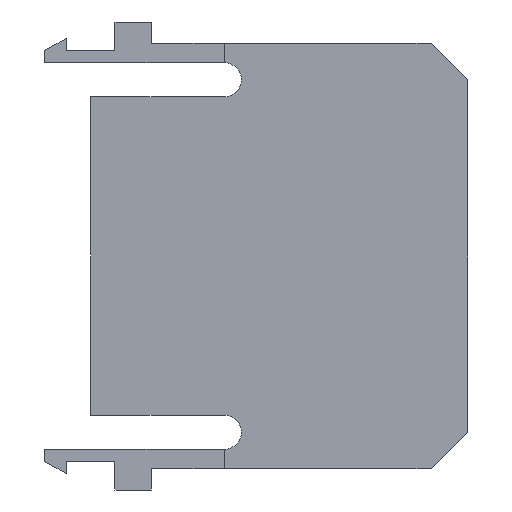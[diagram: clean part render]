
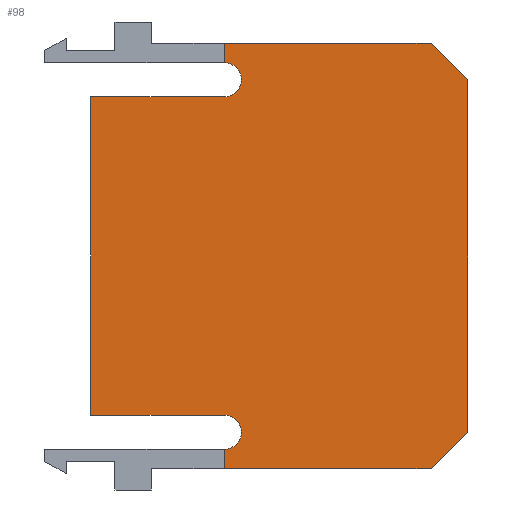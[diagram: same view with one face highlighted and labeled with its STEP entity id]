
A CAD part, left-side view. The second image highlights one B-rep face of the part: STEP entity #98.
In plain terms, the highlighted planar face has unit normal (-1, 0, 0).
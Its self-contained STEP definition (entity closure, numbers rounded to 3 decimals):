
#4 = CARTESIAN_POINT ( 'NONE',  ( -15., -23.7, -14.5 ) ) ;
#14 = DIRECTION ( 'NONE',  ( -1., 0., 0. ) ) ;
#44 = VERTEX_POINT ( 'NONE', #310 ) ;
#50 = DIRECTION ( 'NONE',  ( 0., -1., 0. ) ) ;
#81 = ORIENTED_EDGE ( 'NONE', *, *, #464, .T. ) ;
#95 = LINE ( 'NONE', #1206, #156 ) ;
#98 = ADVANCED_FACE ( 'NONE', ( #778 ), #331, .T. ) ;
#103 = DIRECTION ( 'NONE',  ( 0., -1., 0. ) ) ;
#107 = ORIENTED_EDGE ( 'NONE', *, *, #889, .T. ) ;
#119 = DIRECTION ( 'NONE',  ( 0., -1., 0. ) ) ;
#128 = LINE ( 'NONE', #1310, #723 ) ;
#136 = ORIENTED_EDGE ( 'NONE', *, *, #237, .T. ) ;
#140 = DIRECTION ( 'NONE',  ( 0., 0., -1. ) ) ;
#153 = VECTOR ( 'NONE', #379, 1000. ) ;
#156 = VECTOR ( 'NONE', #465, 1000. ) ;
#157 = VERTEX_POINT ( 'NONE', #451 ) ;
#163 = CARTESIAN_POINT ( 'NONE',  ( -15., -23.7, -13.1 ) ) ;
#194 = LINE ( 'NONE', #392, #1308 ) ;
#213 = EDGE_CURVE ( 'NONE', #699, #241, #128, .T. ) ;
#220 = VECTOR ( 'NONE', #933, 1000. ) ;
#226 = LINE ( 'NONE', #990, #1018 ) ;
#237 = EDGE_CURVE ( 'NONE', #977, #892, #226, .T. ) ;
#238 = CIRCLE ( 'NONE', #906, 1.4 ) ;
#241 = VERTEX_POINT ( 'NONE', #1315 ) ;
#262 = CARTESIAN_POINT ( 'NONE',  ( -15., -43.7, 14.5 ) ) ;
#278 = CARTESIAN_POINT ( 'NONE',  ( -15., -23.7, -15.9 ) ) ;
#290 = EDGE_CURVE ( 'NONE', #1295, #157, #95, .T. ) ;
#310 = CARTESIAN_POINT ( 'NONE',  ( -15., -25.1, -14.5 ) ) ;
#318 = ORIENTED_EDGE ( 'NONE', *, *, #664, .F. ) ;
#331 = PLANE ( 'NONE',  #937 ) ;
#374 = VERTEX_POINT ( 'NONE', #262 ) ;
#379 = DIRECTION ( 'NONE',  ( 0., 0., 1. ) ) ;
#387 = VERTEX_POINT ( 'NONE', #163 ) ;
#392 = CARTESIAN_POINT ( 'NONE',  ( -15., -29.1, 29.1 ) ) ;
#398 = DIRECTION ( 'NONE',  ( 0., 0., -1. ) ) ;
#405 = CARTESIAN_POINT ( 'NONE',  ( -15., -23.7, -17.5 ) ) ;
#417 = CARTESIAN_POINT ( 'NONE',  ( -15., -25.1, 14.5 ) ) ;
#434 = CARTESIAN_POINT ( 'NONE',  ( -15., -43.7, -14.5 ) ) ;
#436 = EDGE_CURVE ( 'NONE', #649, #241, #1158, .T. ) ;
#445 = VECTOR ( 'NONE', #939, 1000. ) ;
#451 = CARTESIAN_POINT ( 'NONE',  ( -15., -12.7, 13.1 ) ) ;
#452 = DIRECTION ( 'NONE',  ( 0., -1., 0. ) ) ;
#464 = EDGE_CURVE ( 'NONE', #157, #968, #1051, .T. ) ;
#465 = DIRECTION ( 'NONE',  ( 0., 1., 0. ) ) ;
#474 = CARTESIAN_POINT ( 'NONE',  ( -15., -23.7, 14.5 ) ) ;
#479 = CARTESIAN_POINT ( 'NONE',  ( -15., -40.7, 17.5 ) ) ;
#499 = ORIENTED_EDGE ( 'NONE', *, *, #436, .F. ) ;
#504 = LINE ( 'NONE', #822, #220 ) ;
#523 = CARTESIAN_POINT ( 'NONE',  ( -15., -23.7, -14.5 ) ) ;
#536 = EDGE_CURVE ( 'NONE', #374, #919, #194, .T. ) ;
#561 = DIRECTION ( 'NONE',  ( 0., -1., 0. ) ) ;
#578 = EDGE_CURVE ( 'NONE', #892, #1186, #1017, .T. ) ;
#588 = CARTESIAN_POINT ( 'NONE',  ( -15., -23.7, 14.5 ) ) ;
#589 = AXIS2_PLACEMENT_3D ( 'NONE', #4, #860, #1074 ) ;
#641 = EDGE_CURVE ( 'NONE', #44, #387, #652, .T. ) ;
#649 = VERTEX_POINT ( 'NONE', #417 ) ;
#652 = CIRCLE ( 'NONE', #589, 1.4 ) ;
#664 = EDGE_CURVE ( 'NONE', #894, #44, #1383, .T. ) ;
#684 = VECTOR ( 'NONE', #398, 1000. ) ;
#685 = DIRECTION ( 'NONE',  ( -1., 0., 0. ) ) ;
#699 = VERTEX_POINT ( 'NONE', #1387 ) ;
#720 = CARTESIAN_POINT ( 'NONE',  ( -15., -23.7, -17.5 ) ) ;
#723 = VECTOR ( 'NONE', #140, 1000. ) ;
#761 = ORIENTED_EDGE ( 'NONE', *, *, #897, .F. ) ;
#773 = EDGE_CURVE ( 'NONE', #968, #387, #966, .T. ) ;
#778 = FACE_OUTER_BOUND ( 'NONE', #1314, .T. ) ;
#822 = CARTESIAN_POINT ( 'NONE',  ( -15., -23.7, 17.5 ) ) ;
#830 = VECTOR ( 'NONE', #452, 1000. ) ;
#843 = CARTESIAN_POINT ( 'NONE',  ( -15., -29.1, -29.1 ) ) ;
#855 = DIRECTION ( 'NONE',  ( -1., 0., 0. ) ) ;
#860 = DIRECTION ( 'NONE',  ( -1., 0., 0. ) ) ;
#879 = CARTESIAN_POINT ( 'NONE',  ( -15., 0., 0. ) ) ;
#889 = EDGE_CURVE ( 'NONE', #1186, #374, #1210, .T. ) ;
#892 = VERTEX_POINT ( 'NONE', #1023 ) ;
#894 = VERTEX_POINT ( 'NONE', #278 ) ;
#897 = EDGE_CURVE ( 'NONE', #1295, #649, #238, .T. ) ;
#903 = DIRECTION ( 'NONE',  ( 0., 0., -1. ) ) ;
#906 = AXIS2_PLACEMENT_3D ( 'NONE', #588, #1356, #923 ) ;
#908 = ORIENTED_EDGE ( 'NONE', *, *, #213, .T. ) ;
#919 = VERTEX_POINT ( 'NONE', #479 ) ;
#921 = CARTESIAN_POINT ( 'NONE',  ( -15., -43.7, -13.1 ) ) ;
#923 = DIRECTION ( 'NONE',  ( 0., -1., 0. ) ) ;
#933 = DIRECTION ( 'NONE',  ( 0., 1., 0. ) ) ;
#937 = AXIS2_PLACEMENT_3D ( 'NONE', #879, #14, #119 ) ;
#939 = DIRECTION ( 'NONE',  ( 0., -0.707, 0.707 ) ) ;
#951 = CARTESIAN_POINT ( 'NONE',  ( -15., -12.7, -13.1 ) ) ;
#966 = LINE ( 'NONE', #1106, #830 ) ;
#968 = VERTEX_POINT ( 'NONE', #951 ) ;
#977 = VERTEX_POINT ( 'NONE', #720 ) ;
#987 = EDGE_CURVE ( 'NONE', #894, #977, #1123, .T. ) ;
#990 = CARTESIAN_POINT ( 'NONE',  ( -15., -23.7, -17.5 ) ) ;
#993 = EDGE_CURVE ( 'NONE', #919, #699, #504, .T. ) ;
#999 = ORIENTED_EDGE ( 'NONE', *, *, #641, .F. ) ;
#1017 = LINE ( 'NONE', #843, #445 ) ;
#1018 = VECTOR ( 'NONE', #561, 1000. ) ;
#1023 = CARTESIAN_POINT ( 'NONE',  ( -15., -40.7, -17.5 ) ) ;
#1051 = LINE ( 'NONE', #1344, #1233 ) ;
#1074 = DIRECTION ( 'NONE',  ( 0., -1., 0. ) ) ;
#1106 = CARTESIAN_POINT ( 'NONE',  ( -15., -12.7, -13.1 ) ) ;
#1123 = LINE ( 'NONE', #405, #684 ) ;
#1158 = CIRCLE ( 'NONE', #1325, 1.4 ) ;
#1163 = ORIENTED_EDGE ( 'NONE', *, *, #290, .T. ) ;
#1186 = VERTEX_POINT ( 'NONE', #434 ) ;
#1204 = ORIENTED_EDGE ( 'NONE', *, *, #773, .T. ) ;
#1206 = CARTESIAN_POINT ( 'NONE',  ( -15., -12.7, 13.1 ) ) ;
#1210 = LINE ( 'NONE', #921, #153 ) ;
#1233 = VECTOR ( 'NONE', #903, 1000. ) ;
#1251 = ORIENTED_EDGE ( 'NONE', *, *, #578, .T. ) ;
#1253 = DIRECTION ( 'NONE',  ( 0., 0.707, 0.707 ) ) ;
#1267 = ORIENTED_EDGE ( 'NONE', *, *, #993, .T. ) ;
#1288 = ORIENTED_EDGE ( 'NONE', *, *, #987, .T. ) ;
#1295 = VERTEX_POINT ( 'NONE', #1305 ) ;
#1305 = CARTESIAN_POINT ( 'NONE',  ( -15., -23.7, 13.1 ) ) ;
#1308 = VECTOR ( 'NONE', #1253, 1000. ) ;
#1310 = CARTESIAN_POINT ( 'NONE',  ( -15., -23.7, -17.5 ) ) ;
#1314 = EDGE_LOOP ( 'NONE', ( #136, #1251, #107, #1352, #1267, #908, #499, #761, #1163, #81, #1204, #999, #318, #1288 ) ) ;
#1315 = CARTESIAN_POINT ( 'NONE',  ( -15., -23.7, 15.9 ) ) ;
#1325 = AXIS2_PLACEMENT_3D ( 'NONE', #474, #685, #50 ) ;
#1343 = AXIS2_PLACEMENT_3D ( 'NONE', #523, #855, #103 ) ;
#1344 = CARTESIAN_POINT ( 'NONE',  ( -15., -12.7, -13.1 ) ) ;
#1352 = ORIENTED_EDGE ( 'NONE', *, *, #536, .T. ) ;
#1356 = DIRECTION ( 'NONE',  ( -1., 0., 0. ) ) ;
#1383 = CIRCLE ( 'NONE', #1343, 1.4 ) ;
#1387 = CARTESIAN_POINT ( 'NONE',  ( -15., -23.7, 17.5 ) ) ;
